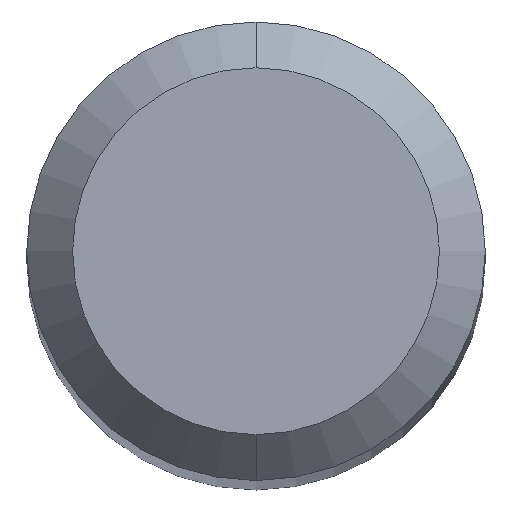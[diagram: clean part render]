
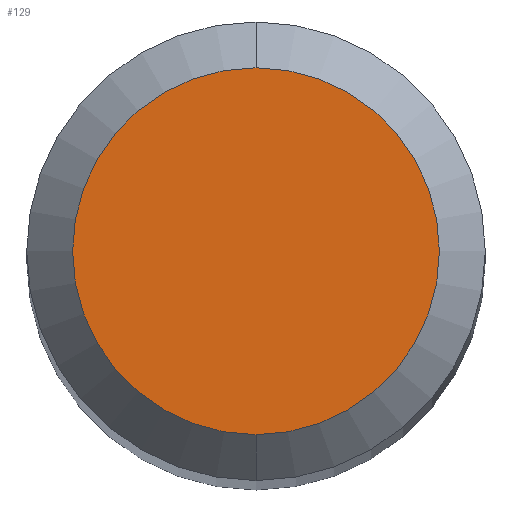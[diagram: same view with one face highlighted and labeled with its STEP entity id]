
A CAD part, top view. The second image highlights one B-rep face of the part: STEP entity #129.
In plain terms, the highlighted planar face has unit normal (0, 0, 1).
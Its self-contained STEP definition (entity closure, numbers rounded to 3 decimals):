
#95=EDGE_CURVE('',#179,#173,#231,.T.);
#129=ADVANCED_FACE('',(#271),#272,.T.);
#173=VERTEX_POINT('',#320);
#179=VERTEX_POINT('',#327);
#181=EDGE_CURVE('',#173,#179,#329,.T.);
#231=CIRCLE('',#375,1.2);
#271=FACE_OUTER_BOUND('',#425,.T.);
#272=PLANE('',#426);
#320=CARTESIAN_POINT('',(0.0,1.2,0.0));
#327=CARTESIAN_POINT('',(0.,-1.2,0.0));
#329=CIRCLE('',#502,1.2);
#375=AXIS2_PLACEMENT_3D('',#544,#545,#546);
#425=EDGE_LOOP('',(#610,#611));
#426=AXIS2_PLACEMENT_3D('',#612,#613,#614);
#502=AXIS2_PLACEMENT_3D('',#671,#672,#673);
#544=CARTESIAN_POINT('',(0.0,0.0,0.0));
#545=DIRECTION('',(0.0,0.0,-1.0));
#546=DIRECTION('',(0.0,1.0,0.0));
#610=ORIENTED_EDGE('',*,*,#181,.F.);
#611=ORIENTED_EDGE('',*,*,#95,.F.);
#612=CARTESIAN_POINT('',(0.0,0.6,0.0));
#613=DIRECTION('',(-0.0,0.0,1.0));
#614=DIRECTION('',(0.0,-1.0,0.0));
#671=CARTESIAN_POINT('',(0.0,0.0,0.0));
#672=DIRECTION('',(0.0,0.0,-1.0));
#673=DIRECTION('',(0.0,1.0,0.0));
